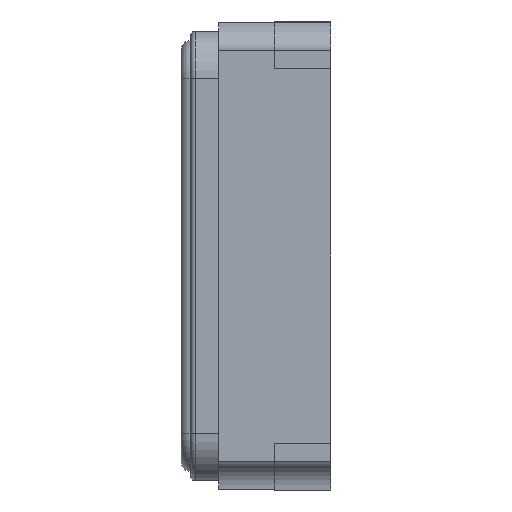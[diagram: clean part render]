
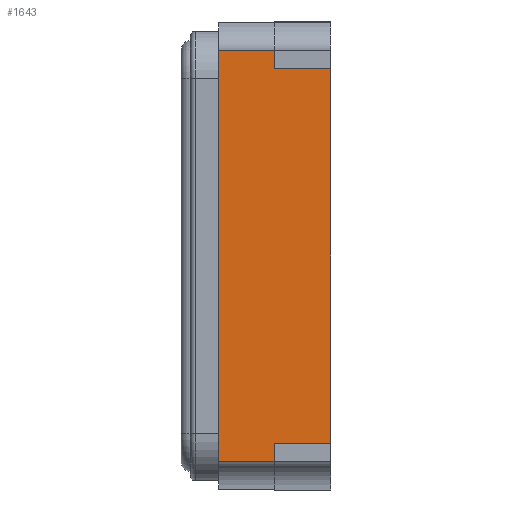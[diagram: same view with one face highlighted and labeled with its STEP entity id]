
A CAD part, left-side view. The second image highlights one B-rep face of the part: STEP entity #1643.
In plain terms, the highlighted planar face has unit normal (-1, 0, 0).
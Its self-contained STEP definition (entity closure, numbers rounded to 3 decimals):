
#8 = CARTESIAN_POINT ( 'NONE',  ( -1.6, 0., -1. ) ) ;
#94 = CARTESIAN_POINT ( 'NONE',  ( -1.6, 0., 1. ) ) ;
#177 = DIRECTION ( 'NONE',  ( 0., 1., 0. ) ) ;
#233 = DIRECTION ( 'NONE',  ( 0., 0., 1. ) ) ;
#251 = ORIENTED_EDGE ( 'NONE', *, *, #2031, .F. ) ;
#260 = EDGE_LOOP ( 'NONE', ( #916, #3430, #1156, #251, #365, #2047, #980, #2663 ) ) ;
#319 = DIRECTION ( 'NONE',  ( 0., 0., -1. ) ) ;
#365 = ORIENTED_EDGE ( 'NONE', *, *, #3593, .T. ) ;
#591 = CARTESIAN_POINT ( 'NONE',  ( -1.6, 0., 1.25 ) ) ;
#665 = VECTOR ( 'NONE', #233, 1000. ) ;
#671 = LINE ( 'NONE', #3189, #3888 ) ;
#724 = CARTESIAN_POINT ( 'NONE',  ( -1.6, 0.3, 1.1 ) ) ;
#800 = CARTESIAN_POINT ( 'NONE',  ( -1.6, 0.6, 1.1 ) ) ;
#916 = ORIENTED_EDGE ( 'NONE', *, *, #2899, .T. ) ;
#958 = PLANE ( 'NONE',  #3008 ) ;
#980 = ORIENTED_EDGE ( 'NONE', *, *, #2781, .T. ) ;
#996 = DIRECTION ( 'NONE',  ( 0., -1., 0. ) ) ;
#1030 = VERTEX_POINT ( 'NONE', #2159 ) ;
#1068 = VERTEX_POINT ( 'NONE', #8 ) ;
#1156 = ORIENTED_EDGE ( 'NONE', *, *, #3354, .F. ) ;
#1297 = VERTEX_POINT ( 'NONE', #724 ) ;
#1326 = LINE ( 'NONE', #1427, #665 ) ;
#1427 = CARTESIAN_POINT ( 'NONE',  ( -1.6, 0.6, 1.25 ) ) ;
#1438 = EDGE_CURVE ( 'NONE', #1068, #2371, #1600, .T. ) ;
#1462 = CARTESIAN_POINT ( 'NONE',  ( -1.6, 0.6, -1.1 ) ) ;
#1486 = DIRECTION ( 'NONE',  ( 0., 0., -1. ) ) ;
#1600 = LINE ( 'NONE', #591, #2537 ) ;
#1624 = CARTESIAN_POINT ( 'NONE',  ( -1.6, 0.3, 1. ) ) ;
#1643 = ADVANCED_FACE ( 'NONE', ( #3164 ), #958, .F. ) ;
#1687 = LINE ( 'NONE', #1943, #3555 ) ;
#1767 = LINE ( 'NONE', #2656, #3641 ) ;
#1785 = VECTOR ( 'NONE', #2298, 1000. ) ;
#1840 = DIRECTION ( 'NONE',  ( 0., 0., 1. ) ) ;
#1943 = CARTESIAN_POINT ( 'NONE',  ( -1.6, 0.3, -1. ) ) ;
#1992 = VECTOR ( 'NONE', #2324, 1000. ) ;
#2010 = VERTEX_POINT ( 'NONE', #1462 ) ;
#2031 = EDGE_CURVE ( 'NONE', #1297, #3365, #2536, .T. ) ;
#2047 = ORIENTED_EDGE ( 'NONE', *, *, #3773, .F. ) ;
#2159 = CARTESIAN_POINT ( 'NONE',  ( -1.6, 0.3, -1.1 ) ) ;
#2243 = VECTOR ( 'NONE', #1486, 1000. ) ;
#2298 = DIRECTION ( 'NONE',  ( 0., 0., -1. ) ) ;
#2324 = DIRECTION ( 'NONE',  ( 0., -1., 0. ) ) ;
#2371 = VERTEX_POINT ( 'NONE', #94 ) ;
#2536 = LINE ( 'NONE', #2762, #2243 ) ;
#2537 = VECTOR ( 'NONE', #1840, 1000. ) ;
#2647 = CARTESIAN_POINT ( 'NONE',  ( -1.6, 0.6, -1.1 ) ) ;
#2651 = EDGE_CURVE ( 'NONE', #3802, #1030, #2861, .T. ) ;
#2656 = CARTESIAN_POINT ( 'NONE',  ( -1.6, 0.6, 1.1 ) ) ;
#2663 = ORIENTED_EDGE ( 'NONE', *, *, #2651, .F. ) ;
#2674 = VERTEX_POINT ( 'NONE', #800 ) ;
#2762 = CARTESIAN_POINT ( 'NONE',  ( -1.6, 0.3, 0. ) ) ;
#2781 = EDGE_CURVE ( 'NONE', #2010, #1030, #2996, .T. ) ;
#2861 = LINE ( 'NONE', #3484, #1785 ) ;
#2899 = EDGE_CURVE ( 'NONE', #3802, #1068, #1687, .T. ) ;
#2996 = LINE ( 'NONE', #2647, #1992 ) ;
#3008 = AXIS2_PLACEMENT_3D ( 'NONE', #3419, #3696, #319 ) ;
#3164 = FACE_OUTER_BOUND ( 'NONE', #260, .T. ) ;
#3189 = CARTESIAN_POINT ( 'NONE',  ( -1.6, 0.3, 1. ) ) ;
#3354 = EDGE_CURVE ( 'NONE', #3365, #2371, #671, .T. ) ;
#3365 = VERTEX_POINT ( 'NONE', #1624 ) ;
#3419 = CARTESIAN_POINT ( 'NONE',  ( -1.6, 0.6, 1.25 ) ) ;
#3430 = ORIENTED_EDGE ( 'NONE', *, *, #1438, .T. ) ;
#3471 = DIRECTION ( 'NONE',  ( 0., -1., 0. ) ) ;
#3484 = CARTESIAN_POINT ( 'NONE',  ( -1.6, 0.3, 0. ) ) ;
#3555 = VECTOR ( 'NONE', #3471, 1000. ) ;
#3593 = EDGE_CURVE ( 'NONE', #1297, #2674, #1767, .T. ) ;
#3602 = CARTESIAN_POINT ( 'NONE',  ( -1.6, 0.3, -1. ) ) ;
#3641 = VECTOR ( 'NONE', #177, 1000. ) ;
#3696 = DIRECTION ( 'NONE',  ( 1., 0., 0. ) ) ;
#3773 = EDGE_CURVE ( 'NONE', #2010, #2674, #1326, .T. ) ;
#3802 = VERTEX_POINT ( 'NONE', #3602 ) ;
#3888 = VECTOR ( 'NONE', #996, 1000. ) ;
